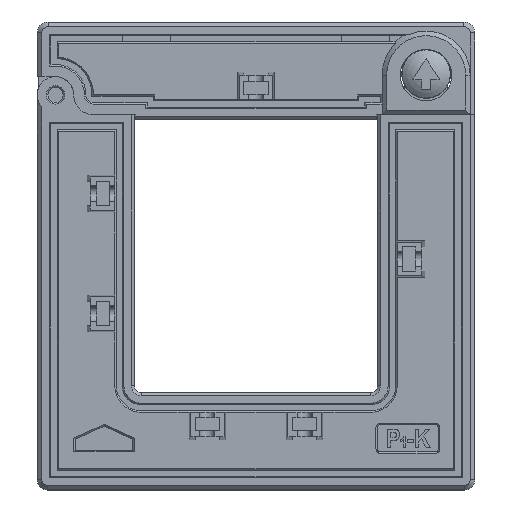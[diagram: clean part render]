
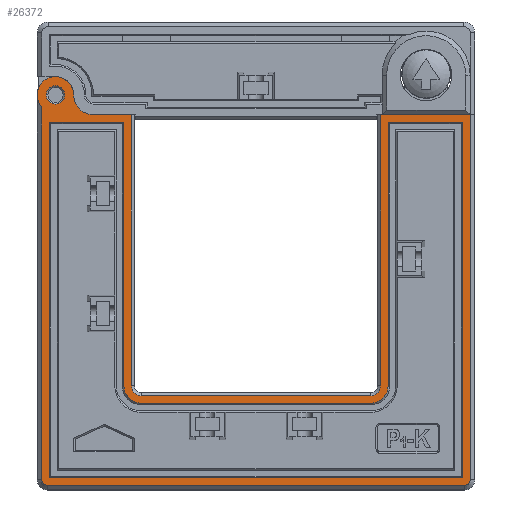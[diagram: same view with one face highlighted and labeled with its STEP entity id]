
A CAD part, top view. The second image highlights one B-rep face of the part: STEP entity #26372.
In plain terms, the highlighted planar face has unit normal (0, 0, 1).
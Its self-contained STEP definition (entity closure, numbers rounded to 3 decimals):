
#278=FACE_BOUND('',#4117,.T.);
#279=FACE_BOUND('',#4118,.T.);
#1044=PLANE('',#28253);
#2594=FACE_OUTER_BOUND('',#4116,.T.);
#4116=EDGE_LOOP('',(#22959,#22960,#22961,#22962,#22963,#22964,#22965,#22966,
#22967,#22968,#22969,#22970,#22971,#22972));
#4117=EDGE_LOOP('',(#22973));
#4118=EDGE_LOOP('',(#22974,#22975,#22976,#22977,#22978,#22979,#22980,#22981,
#22982,#22983));
#6942=LINE('',#43667,#10088);
#6961=LINE('',#43715,#10107);
#6983=LINE('',#43762,#10129);
#6984=LINE('',#43766,#10130);
#6985=LINE('',#43769,#10131);
#6986=LINE('',#43771,#10132);
#6987=LINE('',#43775,#10133);
#6988=LINE('',#43778,#10134);
#6989=LINE('',#43781,#10135);
#6990=LINE('',#43783,#10136);
#6991=LINE('',#43787,#10137);
#6992=LINE('',#43791,#10138);
#6993=LINE('',#43793,#10139);
#6994=LINE('',#43795,#10140);
#6995=LINE('',#43797,#10141);
#6996=LINE('',#43798,#10142);
#10088=VECTOR('',#33718,1000.);
#10107=VECTOR('',#33755,1000.);
#10129=VECTOR('',#33793,1000.);
#10130=VECTOR('',#33796,1000.);
#10131=VECTOR('',#33799,1000.);
#10132=VECTOR('',#33800,1000.);
#10133=VECTOR('',#33803,1000.);
#10134=VECTOR('',#33806,1000.);
#10135=VECTOR('',#33807,1000.);
#10136=VECTOR('',#33808,1000.);
#10137=VECTOR('',#33811,1000.);
#10138=VECTOR('',#33814,1000.);
#10139=VECTOR('',#33815,1000.);
#10140=VECTOR('',#33816,1000.);
#10141=VECTOR('',#33817,1000.);
#10142=VECTOR('',#33818,1000.);
#11168=CIRCLE('',#28085,3.);
#11263=CIRCLE('',#28242,6.);
#11265=CIRCLE('',#28248,6.5);
#11268=CIRCLE('',#28254,3.3);
#11269=CIRCLE('',#28255,3.3);
#11270=CIRCLE('',#28256,1.8);
#11271=CIRCLE('',#28257,1.8);
#11272=CIRCLE('',#28258,5.8);
#11273=CIRCLE('',#28259,5.8);
#12942=VERTEX_POINT('',#42744);
#13313=VERTEX_POINT('',#43664);
#13314=VERTEX_POINT('',#43666);
#13329=VERTEX_POINT('',#43700);
#13330=VERTEX_POINT('',#43702);
#13333=VERTEX_POINT('',#43713);
#13334=VERTEX_POINT('',#43714);
#13351=VERTEX_POINT('',#43761);
#13352=VERTEX_POINT('',#43763);
#13353=VERTEX_POINT('',#43765);
#13354=VERTEX_POINT('',#43767);
#13355=VERTEX_POINT('',#43770);
#13356=VERTEX_POINT('',#43772);
#13357=VERTEX_POINT('',#43774);
#13358=VERTEX_POINT('',#43776);
#13359=VERTEX_POINT('',#43779);
#13360=VERTEX_POINT('',#43780);
#13361=VERTEX_POINT('',#43782);
#13362=VERTEX_POINT('',#43784);
#13363=VERTEX_POINT('',#43786);
#13364=VERTEX_POINT('',#43788);
#13365=VERTEX_POINT('',#43790);
#13366=VERTEX_POINT('',#43792);
#13367=VERTEX_POINT('',#43794);
#13368=VERTEX_POINT('',#43796);
#16247=EDGE_CURVE('',#12942,#12942,#11168,.T.);
#16665=EDGE_CURVE('',#13313,#13314,#6942,.T.);
#16683=EDGE_CURVE('',#13330,#13329,#11263,.T.);
#16689=EDGE_CURVE('',#13333,#13334,#6961,.T.);
#16700=EDGE_CURVE('',#13333,#13330,#11265,.T.);
#16714=EDGE_CURVE('',#13313,#13351,#6983,.T.);
#16715=EDGE_CURVE('',#13351,#13352,#11268,.T.);
#16716=EDGE_CURVE('',#13352,#13353,#6984,.T.);
#16717=EDGE_CURVE('',#13353,#13354,#11269,.T.);
#16718=EDGE_CURVE('',#13354,#13334,#6985,.T.);
#16719=EDGE_CURVE('',#13329,#13355,#6986,.T.);
#16720=EDGE_CURVE('',#13355,#13356,#11270,.T.);
#16721=EDGE_CURVE('',#13356,#13357,#6987,.T.);
#16722=EDGE_CURVE('',#13357,#13358,#11271,.T.);
#16723=EDGE_CURVE('',#13358,#13314,#6988,.T.);
#16724=EDGE_CURVE('',#13359,#13360,#6989,.T.);
#16725=EDGE_CURVE('',#13361,#13359,#6990,.T.);
#16726=EDGE_CURVE('',#13362,#13361,#11272,.T.);
#16727=EDGE_CURVE('',#13363,#13362,#6991,.T.);
#16728=EDGE_CURVE('',#13364,#13363,#11273,.T.);
#16729=EDGE_CURVE('',#13365,#13364,#6992,.T.);
#16730=EDGE_CURVE('',#13366,#13365,#6993,.T.);
#16731=EDGE_CURVE('',#13367,#13366,#6994,.T.);
#16732=EDGE_CURVE('',#13368,#13367,#6995,.T.);
#16733=EDGE_CURVE('',#13360,#13368,#6996,.T.);
#22959=ORIENTED_EDGE('',*,*,#16665,.F.);
#22960=ORIENTED_EDGE('',*,*,#16714,.T.);
#22961=ORIENTED_EDGE('',*,*,#16715,.T.);
#22962=ORIENTED_EDGE('',*,*,#16716,.T.);
#22963=ORIENTED_EDGE('',*,*,#16717,.T.);
#22964=ORIENTED_EDGE('',*,*,#16718,.T.);
#22965=ORIENTED_EDGE('',*,*,#16689,.F.);
#22966=ORIENTED_EDGE('',*,*,#16700,.T.);
#22967=ORIENTED_EDGE('',*,*,#16683,.T.);
#22968=ORIENTED_EDGE('',*,*,#16719,.T.);
#22969=ORIENTED_EDGE('',*,*,#16720,.T.);
#22970=ORIENTED_EDGE('',*,*,#16721,.T.);
#22971=ORIENTED_EDGE('',*,*,#16722,.T.);
#22972=ORIENTED_EDGE('',*,*,#16723,.T.);
#22973=ORIENTED_EDGE('',*,*,#16247,.T.);
#22974=ORIENTED_EDGE('',*,*,#16724,.F.);
#22975=ORIENTED_EDGE('',*,*,#16725,.F.);
#22976=ORIENTED_EDGE('',*,*,#16726,.F.);
#22977=ORIENTED_EDGE('',*,*,#16727,.F.);
#22978=ORIENTED_EDGE('',*,*,#16728,.F.);
#22979=ORIENTED_EDGE('',*,*,#16729,.F.);
#22980=ORIENTED_EDGE('',*,*,#16730,.F.);
#22981=ORIENTED_EDGE('',*,*,#16731,.F.);
#22982=ORIENTED_EDGE('',*,*,#16732,.F.);
#22983=ORIENTED_EDGE('',*,*,#16733,.F.);
#26372=ADVANCED_FACE('',(#2594,#278,#279),#1044,.T.);
#28085=AXIS2_PLACEMENT_3D('',#42746,#33099,#33100);
#28242=AXIS2_PLACEMENT_3D('',#43703,#33743,#33744);
#28248=AXIS2_PLACEMENT_3D('',#43735,#33770,#33771);
#28253=AXIS2_PLACEMENT_3D('',#43760,#33791,#33792);
#28254=AXIS2_PLACEMENT_3D('',#43764,#33794,#33795);
#28255=AXIS2_PLACEMENT_3D('',#43768,#33797,#33798);
#28256=AXIS2_PLACEMENT_3D('',#43773,#33801,#33802);
#28257=AXIS2_PLACEMENT_3D('',#43777,#33804,#33805);
#28258=AXIS2_PLACEMENT_3D('',#43785,#33809,#33810);
#28259=AXIS2_PLACEMENT_3D('',#43789,#33812,#33813);
#33099=DIRECTION('center_axis',(0.,0.,-1.));
#33100=DIRECTION('ref_axis',(1.,0.,0.));
#33718=DIRECTION('',(1.,0.,0.));
#33743=DIRECTION('center_axis',(0.,0.,1.));
#33744=DIRECTION('ref_axis',(1.,0.,0.));
#33755=DIRECTION('',(1.,0.,0.));
#33770=DIRECTION('center_axis',(0.,0.,-1.));
#33771=DIRECTION('ref_axis',(1.,0.,0.));
#33791=DIRECTION('center_axis',(0.,0.,1.));
#33792=DIRECTION('ref_axis',(1.,0.,0.));
#33793=DIRECTION('',(0.,-1.,0.));
#33794=DIRECTION('center_axis',(0.,0.,-1.));
#33795=DIRECTION('ref_axis',(1.,0.,0.));
#33796=DIRECTION('',(-1.,0.,0.));
#33797=DIRECTION('center_axis',(0.,0.,-1.));
#33798=DIRECTION('ref_axis',(1.,0.,0.));
#33799=DIRECTION('',(0.,1.,0.));
#33800=DIRECTION('',(0.,-1.,0.));
#33801=DIRECTION('center_axis',(0.,0.,1.));
#33802=DIRECTION('ref_axis',(1.,0.,0.));
#33803=DIRECTION('',(1.,0.,0.));
#33804=DIRECTION('center_axis',(0.,0.,1.));
#33805=DIRECTION('ref_axis',(1.,0.,0.));
#33806=DIRECTION('',(0.,1.,0.));
#33807=DIRECTION('',(-1.,0.,0.));
#33808=DIRECTION('',(0.,1.,0.));
#33809=DIRECTION('center_axis',(0.,0.,-1.));
#33810=DIRECTION('ref_axis',(1.,0.,0.));
#33811=DIRECTION('',(-1.,0.,0.));
#33812=DIRECTION('center_axis',(0.,0.,-1.));
#33813=DIRECTION('ref_axis',(1.,0.,0.));
#33814=DIRECTION('',(0.,-1.,0.));
#33815=DIRECTION('',(-1.,0.,0.));
#33816=DIRECTION('',(0.,1.,0.));
#33817=DIRECTION('',(1.,0.,0.));
#33818=DIRECTION('',(0.,-1.,0.));
#42744=CARTESIAN_POINT('',(-69.,68.,16.));
#42746=CARTESIAN_POINT('Origin',(-66.,68.,16.));
#43664=CARTESIAN_POINT('',(41.,61.5,16.));
#43666=CARTESIAN_POINT('',(70.5,61.5,16.));
#43667=CARTESIAN_POINT('',(40.,61.5,16.));
#43700=CARTESIAN_POINT('',(-70.5,64.031,16.));
#43702=CARTESIAN_POINT('',(-60.,68.,16.));
#43703=CARTESIAN_POINT('Origin',(-66.,68.,16.));
#43713=CARTESIAN_POINT('',(-53.5,61.5,16.));
#43714=CARTESIAN_POINT('',(-41.,61.5,16.));
#43715=CARTESIAN_POINT('',(-60.,61.5,16.));
#43735=CARTESIAN_POINT('Origin',(-53.5,68.,16.));
#43760=CARTESIAN_POINT('Origin',(-72.,-62.,16.));
#43761=CARTESIAN_POINT('',(41.,-27.7,16.));
#43762=CARTESIAN_POINT('',(41.,-27.7,16.));
#43763=CARTESIAN_POINT('',(37.7,-31.,16.));
#43764=CARTESIAN_POINT('Origin',(37.7,-27.7,16.));
#43765=CARTESIAN_POINT('',(-37.7,-31.,16.));
#43766=CARTESIAN_POINT('',(-37.7,-31.,16.));
#43767=CARTESIAN_POINT('',(-41.,-27.7,16.));
#43768=CARTESIAN_POINT('Origin',(-37.7,-27.7,16.));
#43769=CARTESIAN_POINT('',(-41.,61.5,16.));
#43770=CARTESIAN_POINT('',(-70.5,-58.7,16.));
#43771=CARTESIAN_POINT('',(-70.5,-58.7,16.));
#43772=CARTESIAN_POINT('',(-68.7,-60.5,16.));
#43773=CARTESIAN_POINT('Origin',(-68.7,-58.7,16.));
#43774=CARTESIAN_POINT('',(68.7,-60.5,16.));
#43775=CARTESIAN_POINT('',(68.7,-60.5,16.));
#43776=CARTESIAN_POINT('',(70.5,-58.7,16.));
#43777=CARTESIAN_POINT('Origin',(68.7,-58.7,16.));
#43778=CARTESIAN_POINT('',(70.5,62.,16.));
#43779=CARTESIAN_POINT('',(-43.5,59.,16.));
#43780=CARTESIAN_POINT('',(-68.,59.,16.));
#43781=CARTESIAN_POINT('',(-68.,59.,16.));
#43782=CARTESIAN_POINT('',(-43.5,-27.7,16.));
#43783=CARTESIAN_POINT('',(-43.5,59.,16.));
#43784=CARTESIAN_POINT('',(-37.7,-33.5,16.));
#43785=CARTESIAN_POINT('Origin',(-37.7,-27.7,16.));
#43786=CARTESIAN_POINT('',(37.7,-33.5,16.));
#43787=CARTESIAN_POINT('',(-37.7,-33.5,16.));
#43788=CARTESIAN_POINT('',(43.5,-27.7,16.));
#43789=CARTESIAN_POINT('Origin',(37.7,-27.7,16.));
#43790=CARTESIAN_POINT('',(43.5,59.,16.));
#43791=CARTESIAN_POINT('',(43.5,-27.7,16.));
#43792=CARTESIAN_POINT('',(68.,59.,16.));
#43793=CARTESIAN_POINT('',(43.5,59.,16.));
#43794=CARTESIAN_POINT('',(68.,-58.,16.));
#43795=CARTESIAN_POINT('',(68.,59.,16.));
#43796=CARTESIAN_POINT('',(-68.,-58.,16.));
#43797=CARTESIAN_POINT('',(68.,-58.,16.));
#43798=CARTESIAN_POINT('',(-68.,-58.,16.));
